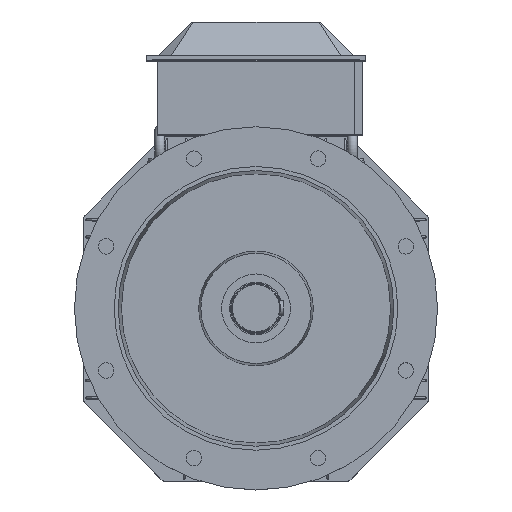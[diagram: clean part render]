
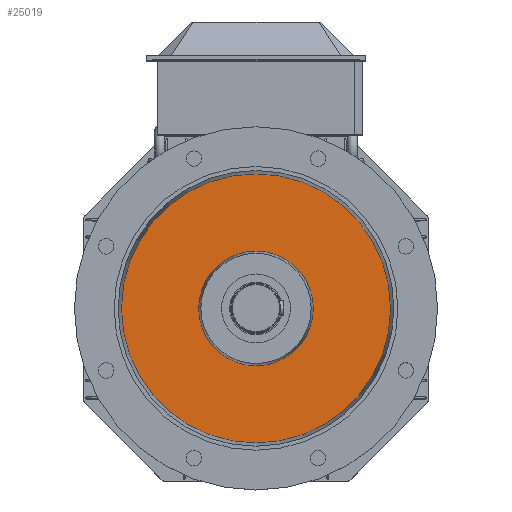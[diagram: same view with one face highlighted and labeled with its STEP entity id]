
A CAD part, top view. The second image highlights one B-rep face of the part: STEP entity #25019.
In plain terms, the highlighted planar face has unit normal (0, 0, 1).
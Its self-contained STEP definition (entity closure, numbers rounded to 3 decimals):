
#24988=CARTESIAN_POINT('',(0.,70.69,58.029));
#24989=VERTEX_POINT('',#24988);
#24990=CARTESIAN_POINT('',(0.,0.,58.029));
#24991=DIRECTION('',(0.0,0.0,1.0));
#24992=DIRECTION('',(0.559,0.829,0.0));
#24993=AXIS2_PLACEMENT_3D('',#24990,#24991,#24992);
#24994=CIRCLE('',#24993,70.69);
#24995=EDGE_CURVE('',#24989,#24989,#24994,.T.);
#25000=CARTESIAN_POINT('',(0.,-182.637,58.029));
#25001=DIRECTION('',(0.0,0.0,1.0));
#25002=DIRECTION('',(1.0,0.0,0.0));
#25003=AXIS2_PLACEMENT_3D('',#25000,#25001,#25002);
#25004=PLANE('',#25003);
#25005=CARTESIAN_POINT('',(0.,166.034,58.029));
#25006=VERTEX_POINT('',#25005);
#25007=CARTESIAN_POINT('',(0.,0.,58.029));
#25008=DIRECTION('',(0.,0.,1.0));
#25009=DIRECTION('',(0.559,0.829,0.));
#25010=AXIS2_PLACEMENT_3D('',#25007,#25008,#25009);
#25011=CIRCLE('',#25010,166.034);
#25012=EDGE_CURVE('',#25006,#25006,#25011,.T.);
#25013=ORIENTED_EDGE('',*,*,#25012,.T.);
#25014=EDGE_LOOP('',(#25013));
#25015=FACE_OUTER_BOUND('',#25014,.T.);
#25016=ORIENTED_EDGE('',*,*,#24995,.F.);
#25017=EDGE_LOOP('',(#25016));
#25018=FACE_BOUND('',#25017,.T.);
#25019=ADVANCED_FACE('',(#25015,#25018),#25004,.T.);
